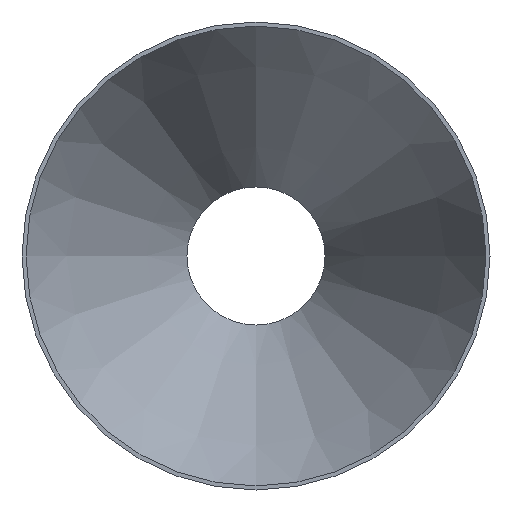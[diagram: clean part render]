
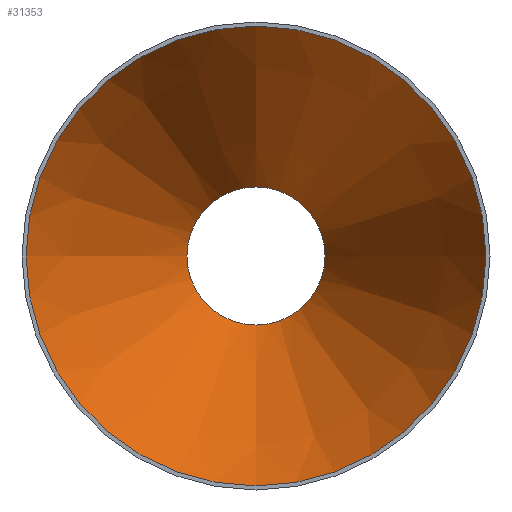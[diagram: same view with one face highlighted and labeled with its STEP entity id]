
A CAD part, front view. The second image highlights one B-rep face of the part: STEP entity #31353.
In plain terms, the highlighted conical face has half-angle 26.307 degrees and reference radius 125.769 mm.
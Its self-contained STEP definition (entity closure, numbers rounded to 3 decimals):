
#204 = VERTEX_POINT ( 'NONE', #12456 ) ;
#546 = AXIS2_PLACEMENT_3D ( 'NONE', #22275, #33953, #5901 ) ;
#725 = ORIENTED_EDGE ( 'NONE', *, *, #32065, .F. ) ;
#807 = ORIENTED_EDGE ( 'NONE', *, *, #30211, .T. ) ;
#1261 = FACE_OUTER_BOUND ( 'NONE', #22853, .T. ) ;
#2253 = CIRCLE ( 'NONE', #16197, 125.769 ) ;
#5901 = DIRECTION ( 'NONE',  ( 0., 0., -1. ) ) ;
#7580 = DIRECTION ( 'NONE',  ( 0., -1., 0. ) ) ;
#7779 = CARTESIAN_POINT ( 'NONE',  ( 0., 0., 0. ) ) ;
#12456 = CARTESIAN_POINT ( 'NONE',  ( 0., 0., -125.769 ) ) ;
#12865 = VERTEX_POINT ( 'NONE', #25168 ) ;
#14964 = CARTESIAN_POINT ( 'NONE',  ( 0., 0., 0. ) ) ;
#15544 = CONICAL_SURFACE ( 'NONE', #25373, 125.769, 0.459 ) ;
#16197 = AXIS2_PLACEMENT_3D ( 'NONE', #14964, #39948, #36869 ) ;
#19455 = CIRCLE ( 'NONE', #546, 37.769 ) ;
#20260 = DIRECTION ( 'NONE',  ( 0., 0., -1. ) ) ;
#22275 = CARTESIAN_POINT ( 'NONE',  ( 0., 178., 0. ) ) ;
#22853 = EDGE_LOOP ( 'NONE', ( #807 ) ) ;
#25168 = CARTESIAN_POINT ( 'NONE',  ( 0., 178., -37.769 ) ) ;
#25373 = AXIS2_PLACEMENT_3D ( 'NONE', #7779, #7580, #20260 ) ;
#30211 = EDGE_CURVE ( 'NONE', #204, #204, #2253, .T. ) ;
#31353 = ADVANCED_FACE ( 'NONE', ( #35836, #1261 ), #15544, .F. ) ;
#32065 = EDGE_CURVE ( 'NONE', #12865, #12865, #19455, .T. ) ;
#33953 = DIRECTION ( 'NONE',  ( 0., -1., 0. ) ) ;
#34611 = EDGE_LOOP ( 'NONE', ( #725 ) ) ;
#35836 = FACE_BOUND ( 'NONE', #34611, .T. ) ;
#36869 = DIRECTION ( 'NONE',  ( 0., 0., -1. ) ) ;
#39948 = DIRECTION ( 'NONE',  ( 0., -1., 0. ) ) ;
